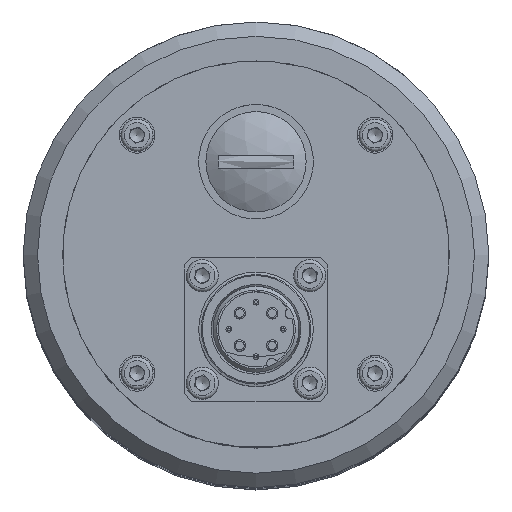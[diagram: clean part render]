
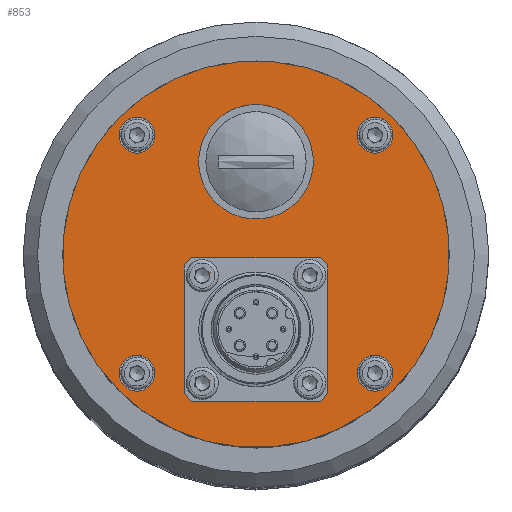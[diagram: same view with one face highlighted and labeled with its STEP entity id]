
A CAD part, top view. The second image highlights one B-rep face of the part: STEP entity #853.
In plain terms, the highlighted planar face has unit normal (0, 0, 1).
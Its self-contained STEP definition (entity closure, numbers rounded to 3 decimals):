
#7 = VERTEX_POINT ( 'NONE', #1036 ) ;
#14 = VERTEX_POINT ( 'NONE', #1005 ) ;
#220 = CARTESIAN_POINT ( 'NONE',  ( 5.374, -15.874, 32.6 ) ) ;
#262 = CARTESIAN_POINT ( 'NONE',  ( -16.617, 16.617, 32.6 ) ) ;
#463 = AXIS2_PLACEMENT_3D ( 'NONE', #1034, #1030, #1024 ) ;
#587 = AXIS2_PLACEMENT_3D ( 'NONE', #2520, #2465, #2495 ) ;
#746 = CARTESIAN_POINT ( 'NONE',  ( -6.775, -3.725, 32.6 ) ) ;
#788 = CIRCLE ( 'NONE', #5052, 27. ) ;
#853 = ADVANCED_FACE ( 'NONE', ( #3960, #3904, #3892, #3887, #3883, #3875, #3871, #3865, #3860, #3854, #3853 ), #2430, .F. ) ;
#958 = AXIS2_PLACEMENT_3D ( 'NONE', #4873, #4865, #4859 ) ;
#984 = CARTESIAN_POINT ( 'NONE',  ( 5.657, 7.263, 32.6 ) ) ;
#1005 = CARTESIAN_POINT ( 'NONE',  ( -14.849, -18.385, 32.6 ) ) ;
#1024 = DIRECTION ( 'NONE',  ( 0.707, -0.707, 0. ) ) ;
#1030 = DIRECTION ( 'NONE',  ( 0., 0., 1. ) ) ;
#1034 = CARTESIAN_POINT ( 'NONE',  ( 0., -10.5, 32.6 ) ) ;
#1036 = CARTESIAN_POINT ( 'NONE',  ( 18.385, 14.849, 32.6 ) ) ;
#1105 = CIRCLE ( 'NONE', #5182, 2.5 ) ;
#1127 = CIRCLE ( 'NONE', #4611, 2.5 ) ;
#1147 = CARTESIAN_POINT ( 'NONE',  ( 16.617, -16.617, 32.6 ) ) ;
#1167 = DIRECTION ( 'NONE',  ( 0.707, -0.707, 0. ) ) ;
#1180 = DIRECTION ( 'NONE',  ( 0., 0., 1. ) ) ;
#1199 = CARTESIAN_POINT ( 'NONE',  ( -6.775, -18.725, 32.6 ) ) ;
#1240 = CARTESIAN_POINT ( 'NONE',  ( 8.225, -3.725, 32.6 ) ) ;
#1389 = CIRCLE ( 'NONE', #463, 7.6 ) ;
#1523 = AXIS2_PLACEMENT_3D ( 'NONE', #2263, #2259, #2250 ) ;
#1556 = EDGE_CURVE ( 'NONE', #14, #14, #3188, .T. ) ;
#1563 = AXIS2_PLACEMENT_3D ( 'NONE', #2337, #2336, #2332 ) ;
#1696 = CARTESIAN_POINT ( 'NONE',  ( 19.092, -19.092, 32.6 ) ) ;
#1701 = EDGE_CURVE ( 'NONE', #7, #7, #3081, .T. ) ;
#1720 = CIRCLE ( 'NONE', #1563, 1.025 ) ;
#1731 = CIRCLE ( 'NONE', #1523, 1.025 ) ;
#1766 = AXIS2_PLACEMENT_3D ( 'NONE', #2704, #2690, #2686 ) ;
#1904 = CIRCLE ( 'NONE', #1766, 1.025 ) ;
#1959 = AXIS2_PLACEMENT_3D ( 'NONE', #3091, #3083, #3074 ) ;
#2080 = CIRCLE ( 'NONE', #1959, 1.025 ) ;
#2092 = CARTESIAN_POINT ( 'NONE',  ( 18.385, -18.385, 32.6 ) ) ;
#2250 = DIRECTION ( 'NONE',  ( 0.707, -0.707, 0. ) ) ;
#2253 = CIRCLE ( 'NONE', #2295, 8. ) ;
#2259 = DIRECTION ( 'NONE',  ( 0., 0., 1. ) ) ;
#2263 = CARTESIAN_POINT ( 'NONE',  ( 7.5, -3., 32.6 ) ) ;
#2295 = AXIS2_PLACEMENT_3D ( 'NONE', #3721, #3715, #3709 ) ;
#2332 = DIRECTION ( 'NONE',  ( 0.707, -0.707, 0. ) ) ;
#2336 = DIRECTION ( 'NONE',  ( 0., 0., 1. ) ) ;
#2337 = CARTESIAN_POINT ( 'NONE',  ( 7.5, -18., 32.6 ) ) ;
#2348 = DIRECTION ( 'NONE',  ( 0.707, -0.707, 0. ) ) ;
#2430 = PLANE ( 'NONE',  #587 ) ;
#2465 = DIRECTION ( 'NONE',  ( 0., 0., -1. ) ) ;
#2495 = DIRECTION ( 'NONE',  ( -0.707, 0.707, 0. ) ) ;
#2520 = CARTESIAN_POINT ( 'NONE',  ( 19.092, 19.092, 32.6 ) ) ;
#2686 = DIRECTION ( 'NONE',  ( 0.707, -0.707, 0. ) ) ;
#2690 = DIRECTION ( 'NONE',  ( 0., 0., 1. ) ) ;
#2704 = CARTESIAN_POINT ( 'NONE',  ( -7.5, -3., 32.6 ) ) ;
#2893 = EDGE_CURVE ( 'NONE', #4447, #4447, #2253, .T. ) ;
#3074 = DIRECTION ( 'NONE',  ( 0.707, -0.707, 0. ) ) ;
#3081 = CIRCLE ( 'NONE', #958, 2.5 ) ;
#3083 = DIRECTION ( 'NONE',  ( 0., 0., 1. ) ) ;
#3089 = CARTESIAN_POINT ( 'NONE',  ( -14.849, 14.849, 32.6 ) ) ;
#3091 = CARTESIAN_POINT ( 'NONE',  ( -7.5, -18., 32.6 ) ) ;
#3129 = EDGE_CURVE ( 'NONE', #4841, #4841, #2080, .T. ) ;
#3188 = CIRCLE ( 'NONE', #3967, 2.5 ) ;
#3290 = EDGE_CURVE ( 'NONE', #4154, #4154, #1904, .T. ) ;
#3435 = EDGE_CURVE ( 'NONE', #5220, #5220, #1720, .T. ) ;
#3475 = EDGE_CURVE ( 'NONE', #5209, #5209, #1731, .T. ) ;
#3593 = DIRECTION ( 'NONE',  ( 0., 0., 1. ) ) ;
#3621 = ORIENTED_EDGE ( 'NONE', *, *, #4683, .T. ) ;
#3633 = ORIENTED_EDGE ( 'NONE', *, *, #2893, .F. ) ;
#3642 = ORIENTED_EDGE ( 'NONE', *, *, #1556, .F. ) ;
#3654 = ORIENTED_EDGE ( 'NONE', *, *, #4248, .F. ) ;
#3661 = ORIENTED_EDGE ( 'NONE', *, *, #4345, .F. ) ;
#3667 = ORIENTED_EDGE ( 'NONE', *, *, #1701, .F. ) ;
#3688 = ORIENTED_EDGE ( 'NONE', *, *, #3129, .F. ) ;
#3694 = ORIENTED_EDGE ( 'NONE', *, *, #3290, .F. ) ;
#3708 = ORIENTED_EDGE ( 'NONE', *, *, #3435, .F. ) ;
#3709 = DIRECTION ( 'NONE',  ( 0.707, -0.707, 0. ) ) ;
#3712 = ORIENTED_EDGE ( 'NONE', *, *, #3475, .F. ) ;
#3715 = DIRECTION ( 'NONE',  ( 0., 0., 1. ) ) ;
#3718 = ORIENTED_EDGE ( 'NONE', *, *, #3856, .F. ) ;
#3721 = CARTESIAN_POINT ( 'NONE',  ( 0., 12.92, 32.6 ) ) ;
#3853 = FACE_OUTER_BOUND ( 'NONE', #4176, .T. ) ;
#3854 = FACE_BOUND ( 'NONE', #4183, .T. ) ;
#3856 = EDGE_CURVE ( 'NONE', #3902, #3902, #1389, .T. ) ;
#3860 = FACE_BOUND ( 'NONE', #4187, .T. ) ;
#3865 = FACE_BOUND ( 'NONE', #4198, .T. ) ;
#3871 = FACE_BOUND ( 'NONE', #4203, .T. ) ;
#3875 = FACE_BOUND ( 'NONE', #4210, .T. ) ;
#3883 = FACE_BOUND ( 'NONE', #4214, .T. ) ;
#3887 = FACE_BOUND ( 'NONE', #4237, .T. ) ;
#3892 = FACE_BOUND ( 'NONE', #4251, .T. ) ;
#3902 = VERTEX_POINT ( 'NONE', #220 ) ;
#3904 = FACE_BOUND ( 'NONE', #4265, .T. ) ;
#3960 = FACE_BOUND ( 'NONE', #4260, .T. ) ;
#3967 = AXIS2_PLACEMENT_3D ( 'NONE', #5142, #5134, #5128 ) ;
#4038 = CARTESIAN_POINT ( 'NONE',  ( 8.225, -18.725, 32.6 ) ) ;
#4154 = VERTEX_POINT ( 'NONE', #746 ) ;
#4176 = EDGE_LOOP ( 'NONE', ( #3621 ) ) ;
#4183 = EDGE_LOOP ( 'NONE', ( #3633 ) ) ;
#4187 = EDGE_LOOP ( 'NONE', ( #3642 ) ) ;
#4198 = EDGE_LOOP ( 'NONE', ( #3654 ) ) ;
#4203 = EDGE_LOOP ( 'NONE', ( #3661 ) ) ;
#4210 = EDGE_LOOP ( 'NONE', ( #3667 ) ) ;
#4214 = EDGE_LOOP ( 'NONE', ( #3688 ) ) ;
#4237 = EDGE_LOOP ( 'NONE', ( #3694 ) ) ;
#4248 = EDGE_CURVE ( 'NONE', #4488, #4488, #1127, .T. ) ;
#4251 = EDGE_LOOP ( 'NONE', ( #3708 ) ) ;
#4260 = EDGE_LOOP ( 'NONE', ( #3718 ) ) ;
#4265 = EDGE_LOOP ( 'NONE', ( #3712 ) ) ;
#4345 = EDGE_CURVE ( 'NONE', #4749, #4749, #1105, .T. ) ;
#4447 = VERTEX_POINT ( 'NONE', #984 ) ;
#4488 = VERTEX_POINT ( 'NONE', #3089 ) ;
#4611 = AXIS2_PLACEMENT_3D ( 'NONE', #262, #3593, #1167 ) ;
#4683 = EDGE_CURVE ( 'NONE', #4847, #4847, #788, .T. ) ;
#4749 = VERTEX_POINT ( 'NONE', #2092 ) ;
#4786 = DIRECTION ( 'NONE',  ( 0., 0., 1. ) ) ;
#4835 = CARTESIAN_POINT ( 'NONE',  ( 0., 0., 32.6 ) ) ;
#4841 = VERTEX_POINT ( 'NONE', #1199 ) ;
#4847 = VERTEX_POINT ( 'NONE', #1696 ) ;
#4859 = DIRECTION ( 'NONE',  ( 0.707, -0.707, 0. ) ) ;
#4865 = DIRECTION ( 'NONE',  ( 0., 0., 1. ) ) ;
#4873 = CARTESIAN_POINT ( 'NONE',  ( 16.617, 16.617, 32.6 ) ) ;
#5052 = AXIS2_PLACEMENT_3D ( 'NONE', #4835, #4786, #5122 ) ;
#5122 = DIRECTION ( 'NONE',  ( 0.707, -0.707, 0. ) ) ;
#5128 = DIRECTION ( 'NONE',  ( 0.707, -0.707, 0. ) ) ;
#5134 = DIRECTION ( 'NONE',  ( 0., 0., 1. ) ) ;
#5142 = CARTESIAN_POINT ( 'NONE',  ( -16.617, -16.617, 32.6 ) ) ;
#5182 = AXIS2_PLACEMENT_3D ( 'NONE', #1147, #1180, #2348 ) ;
#5209 = VERTEX_POINT ( 'NONE', #1240 ) ;
#5220 = VERTEX_POINT ( 'NONE', #4038 ) ;
